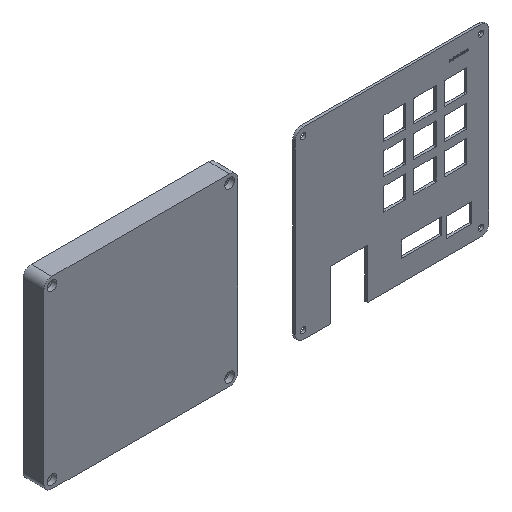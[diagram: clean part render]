
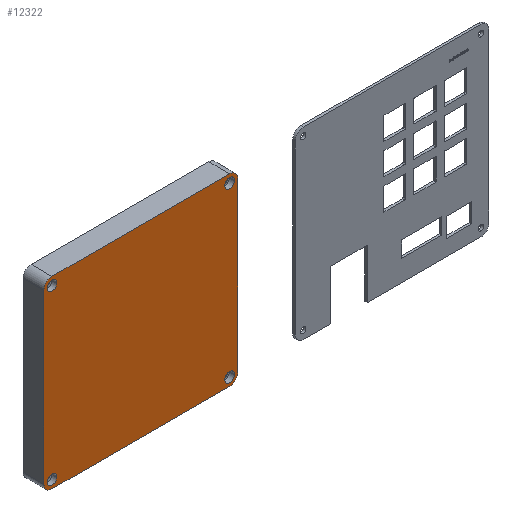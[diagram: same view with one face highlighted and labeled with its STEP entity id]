
A CAD part, isometric view. The second image highlights one B-rep face of the part: STEP entity #12322.
In plain terms, the highlighted planar face has unit normal (0, -1, 0).
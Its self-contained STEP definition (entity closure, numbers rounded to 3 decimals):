
#891=FACE_BOUND('',#2070,.T.);
#892=FACE_BOUND('',#2071,.T.);
#893=FACE_BOUND('',#2072,.T.);
#894=FACE_BOUND('',#2073,.T.);
#1152=PLANE('',#13066);
#1406=FACE_OUTER_BOUND('',#2069,.T.);
#2069=EDGE_LOOP('',(#8539,#8540,#8541,#8542,#8543,#8544,#8545,#8546));
#2070=EDGE_LOOP('',(#8547));
#2071=EDGE_LOOP('',(#8548));
#2072=EDGE_LOOP('',(#8549));
#2073=EDGE_LOOP('',(#8550));
#2959=LINE('',#16491,#3984);
#2976=LINE('',#16540,#4001);
#2979=LINE('',#16548,#4004);
#2981=LINE('',#16554,#4006);
#3984=VECTOR('',#13849,10.);
#4001=VECTOR('',#13888,10.);
#4004=VECTOR('',#13897,10.);
#4006=VECTOR('',#13905,10.);
#5006=CIRCLE('',#13027,5.);
#5014=CIRCLE('',#13038,5.);
#5015=CIRCLE('',#13041,5.);
#5016=CIRCLE('',#13044,5.);
#5018=CIRCLE('',#13054,3.);
#5020=CIRCLE('',#13057,3.);
#5022=CIRCLE('',#13060,3.);
#5024=CIRCLE('',#13063,3.);
#5360=VERTEX_POINT('',#16481);
#5361=VERTEX_POINT('',#16483);
#5363=VERTEX_POINT('',#16489);
#5381=VERTEX_POINT('',#16529);
#5384=VERTEX_POINT('',#16538);
#5385=VERTEX_POINT('',#16542);
#5386=VERTEX_POINT('',#16546);
#5387=VERTEX_POINT('',#16550);
#5395=VERTEX_POINT('',#16582);
#5397=VERTEX_POINT('',#16588);
#5399=VERTEX_POINT('',#16594);
#5401=VERTEX_POINT('',#16600);
#6586=EDGE_CURVE('',#5360,#5361,#5006,.T.);
#6590=EDGE_CURVE('',#5360,#5363,#2959,.T.);
#6610=EDGE_CURVE('',#5381,#5363,#5014,.T.);
#6615=EDGE_CURVE('',#5381,#5384,#2976,.T.);
#6617=EDGE_CURVE('',#5385,#5384,#5015,.T.);
#6619=EDGE_CURVE('',#5385,#5386,#2979,.T.);
#6621=EDGE_CURVE('',#5387,#5386,#5016,.T.);
#6622=EDGE_CURVE('',#5387,#5361,#2981,.T.);
#6637=EDGE_CURVE('',#5395,#5395,#5018,.T.);
#6640=EDGE_CURVE('',#5397,#5397,#5020,.T.);
#6643=EDGE_CURVE('',#5399,#5399,#5022,.T.);
#6646=EDGE_CURVE('',#5401,#5401,#5024,.T.);
#8539=ORIENTED_EDGE('',*,*,#6586,.F.);
#8540=ORIENTED_EDGE('',*,*,#6590,.T.);
#8541=ORIENTED_EDGE('',*,*,#6610,.F.);
#8542=ORIENTED_EDGE('',*,*,#6615,.T.);
#8543=ORIENTED_EDGE('',*,*,#6617,.F.);
#8544=ORIENTED_EDGE('',*,*,#6619,.T.);
#8545=ORIENTED_EDGE('',*,*,#6621,.F.);
#8546=ORIENTED_EDGE('',*,*,#6622,.T.);
#8547=ORIENTED_EDGE('',*,*,#6643,.F.);
#8548=ORIENTED_EDGE('',*,*,#6637,.F.);
#8549=ORIENTED_EDGE('',*,*,#6646,.F.);
#8550=ORIENTED_EDGE('',*,*,#6640,.F.);
#12322=ADVANCED_FACE('',(#1406,#891,#892,#893,#894),#1152,.F.);
#13027=AXIS2_PLACEMENT_3D('',#16484,#13842,#13843);
#13038=AXIS2_PLACEMENT_3D('',#16531,#13880,#13881);
#13041=AXIS2_PLACEMENT_3D('',#16544,#13892,#13893);
#13044=AXIS2_PLACEMENT_3D('',#16552,#13901,#13902);
#13054=AXIS2_PLACEMENT_3D('',#16584,#13935,#13936);
#13057=AXIS2_PLACEMENT_3D('',#16590,#13942,#13943);
#13060=AXIS2_PLACEMENT_3D('',#16596,#13949,#13950);
#13063=AXIS2_PLACEMENT_3D('',#16602,#13956,#13957);
#13066=AXIS2_PLACEMENT_3D('',#16606,#13963,#13964);
#13842=DIRECTION('center_axis',(0.,1.,0.));
#13843=DIRECTION('ref_axis',(0.707,0.,-0.707));
#13849=DIRECTION('',(0.,0.,1.));
#13880=DIRECTION('center_axis',(0.,1.,0.));
#13881=DIRECTION('ref_axis',(0.707,0.,0.707));
#13888=DIRECTION('',(-1.,0.,0.));
#13892=DIRECTION('center_axis',(0.,1.,0.));
#13893=DIRECTION('ref_axis',(-0.707,0.,0.707));
#13897=DIRECTION('',(0.,0.,-1.));
#13901=DIRECTION('center_axis',(0.,1.,0.));
#13902=DIRECTION('ref_axis',(-0.707,0.,-0.707));
#13905=DIRECTION('',(1.,0.,0.));
#13935=DIRECTION('center_axis',(0.,-1.,0.));
#13936=DIRECTION('ref_axis',(1.,0.,0.));
#13942=DIRECTION('center_axis',(0.,-1.,0.));
#13943=DIRECTION('ref_axis',(1.,0.,0.));
#13949=DIRECTION('center_axis',(0.,-1.,0.));
#13950=DIRECTION('ref_axis',(1.,0.,0.));
#13956=DIRECTION('center_axis',(0.,-1.,0.));
#13957=DIRECTION('ref_axis',(1.,0.,0.));
#13963=DIRECTION('center_axis',(0.,1.,0.));
#13964=DIRECTION('ref_axis',(1.,0.,0.));
#16481=CARTESIAN_POINT('',(110.,0.,-2.638));
#16483=CARTESIAN_POINT('',(105.,0.,-7.638));
#16484=CARTESIAN_POINT('Origin',(105.,0.,-2.638));
#16489=CARTESIAN_POINT('',(110.,0.,101.936));
#16491=CARTESIAN_POINT('',(110.,0.,-7.638));
#16529=CARTESIAN_POINT('',(105.,0.,106.936));
#16531=CARTESIAN_POINT('Origin',(105.,0.,101.936));
#16538=CARTESIAN_POINT('',(-5.623,0.,106.936));
#16540=CARTESIAN_POINT('',(110.,0.,106.936));
#16542=CARTESIAN_POINT('',(-10.623,0.,101.936));
#16544=CARTESIAN_POINT('Origin',(-5.623,0.,101.936));
#16546=CARTESIAN_POINT('',(-10.623,0.,-2.638));
#16548=CARTESIAN_POINT('',(-10.623,0.,106.936));
#16550=CARTESIAN_POINT('',(-5.623,0.,-7.638));
#16552=CARTESIAN_POINT('Origin',(-5.623,0.,-2.638));
#16554=CARTESIAN_POINT('',(-10.623,0.,-7.638));
#16582=CARTESIAN_POINT('',(102.,0.,101.936));
#16584=CARTESIAN_POINT('Origin',(105.,0.,101.936));
#16588=CARTESIAN_POINT('',(-8.623,0.,101.936));
#16590=CARTESIAN_POINT('Origin',(-5.623,0.,101.936));
#16594=CARTESIAN_POINT('',(-8.623,0.,-2.638));
#16596=CARTESIAN_POINT('Origin',(-5.623,0.,-2.638));
#16600=CARTESIAN_POINT('',(102.,0.,-2.638));
#16602=CARTESIAN_POINT('Origin',(105.,0.,-2.638));
#16606=CARTESIAN_POINT('Origin',(49.689,0.,49.649));
